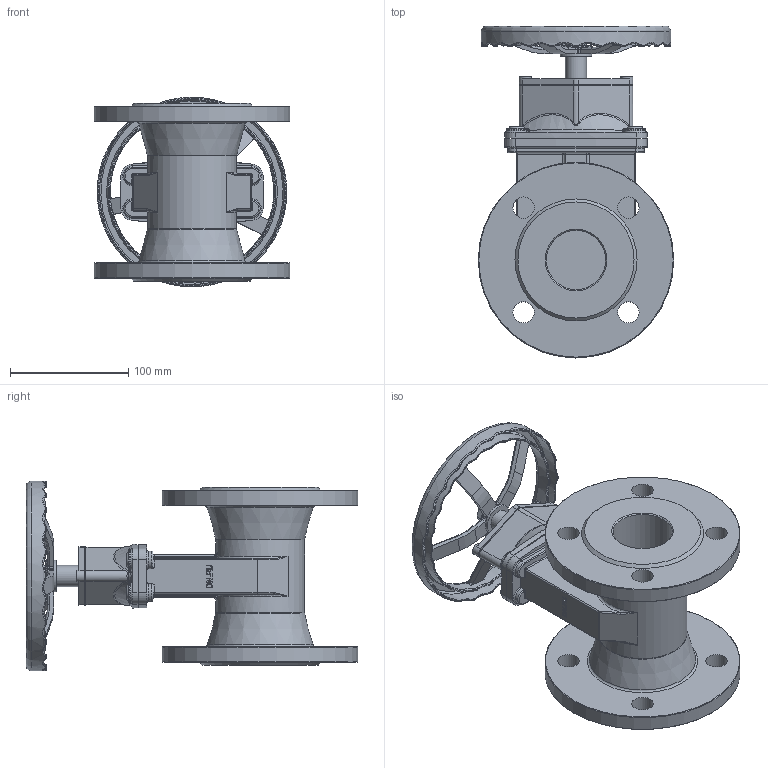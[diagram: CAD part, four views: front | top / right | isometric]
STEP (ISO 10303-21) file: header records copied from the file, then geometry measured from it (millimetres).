
FILE_DESCRIPTION(/* description */ (''),/* implementation_level */ '2;1');
FILE_NAME(/* name */ 'DN50_3D_STEP.stp',/* time_stamp */ '2025-09-18T16:13:01+03:00',/* author */ ('igorr'),/* organization */ (''),/* preprocessor_version */ 'ST-DEVELOPER v20',/* originating_system */ 'Autodesk Inventor 2025',/* authorisation */ '');
FILE_SCHEMA (('AUTOMOTIVE_DESIGN { 1 0 10303 214 3 1 1 }'));
Length unit declared in the file: millimetre
Products named in the file (5): Сборка_Чертежная; Деталь1; Rivet GB/T 1015-1986-6 X 12; Деталь1_1; AS 1110 - M10 x 16
Assembly tree (7 placements, depth 2):
  Сборка_Чертежная
    Деталь1
    Rivet GB/T 1015-1986-6 X 12  x4
    Деталь1_1
    AS 1110 - M10 x 16
Bounding box: 165 x 280 x 160 mm (x, y, z)
Volume: 1415001.7 mm3; surface area: 247408.4 mm2
Topology: 7 solids, 7 shells, 829 faces, 2038 edges, 1234 vertices
Faces by surface type: bspline 291, cylinder 224, plane 202, torus 79, cone 25, sphere 8
Full cylindrical faces by diameter (mm): 4.66 x4, 6 x4, 8 x8, 10 x3, 10.62 x4, 14.222 x1, 16 x1, 17.778 x1, 18 x9, 23.111 x1, 26.666 x1, 50 x2, 75 x1, 138.192 x1, 141.748 x1, 156.443 x1, 159.998 x1, 165 x2
Entity records: 33464 total; most frequent: CARTESIAN_POINT 15001, ORIENTED_EDGE 3918, DIRECTION 3242, EDGE_CURVE 1959, AXIS2_PLACEMENT_3D 1339, VERTEX_POINT 1192, EDGE_LOOP 859, FACE_OUTER_BOUND 796
